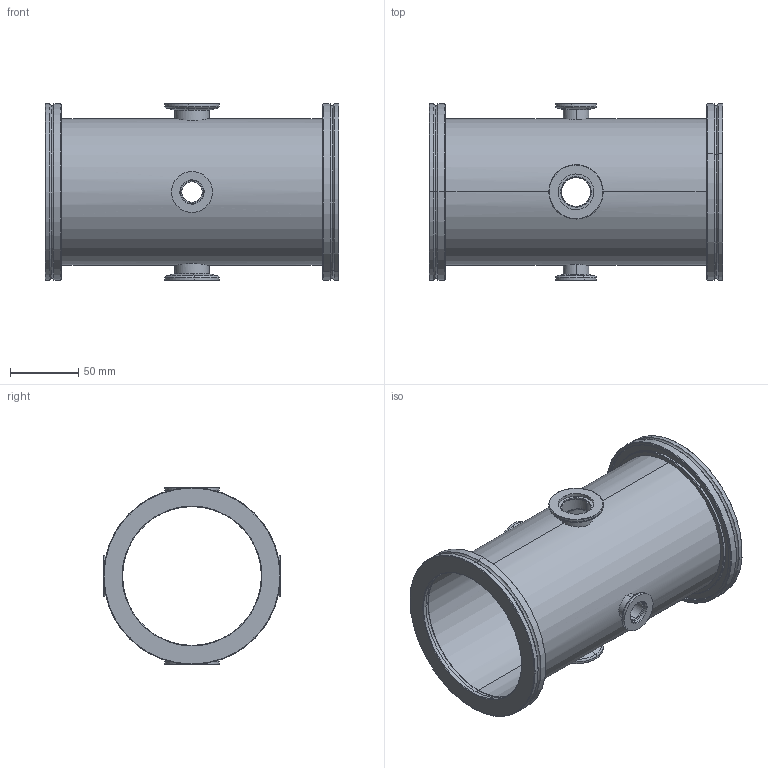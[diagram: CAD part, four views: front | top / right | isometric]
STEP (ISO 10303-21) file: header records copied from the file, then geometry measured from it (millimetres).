
FILE_DESCRIPTION (( 'STEP AP214' ), '1' );
FILE_NAME ('Hositrad_ISO-X6R-100.STEP', '2012-02-02T11:27:40', ( 'Beheerder' ), ( 'Hewlett-Packard Company' ), 'SwSTEP 2.0', 'SolidWorks 2011', '' );
FILE_SCHEMA (( 'AUTOMOTIVE_DESIGN' ));
Length unit declared in the file: millimetre
Products named in the file (5): ISO-K-Weld-All_ISO100-108; Tube-6way-X-108-25-19; Hositrad_ISO-X6R-100; KF16-19WS; KF25-WS
Assembly tree (7 placements, depth 2):
  Hositrad_ISO-X6R-100
    Tube-6way-X-108-25-19
    ISO-K-Weld-All_ISO100-108  x2
    KF25-WS  x2
    KF16-19WS  x2
Bounding box: 216 x 130 x 130 mm (x, y, z)
Volume: 243183.7 mm3; surface area: 188338 mm2
Topology: 7 solids, 7 shells, 170 faces, 364 edges, 220 vertices
Faces by surface type: cylinder 80, cone 36, plane 30, torus 16, bspline 8
Entity records: 5296 total; most frequent: CARTESIAN_POINT 2782, DIRECTION 520, ORIENTED_EDGE 456, EDGE_CURVE 228, AXIS2_PLACEMENT_3D 224, VERTEX_POINT 140, EDGE_LOOP 124, CIRCLE 120
